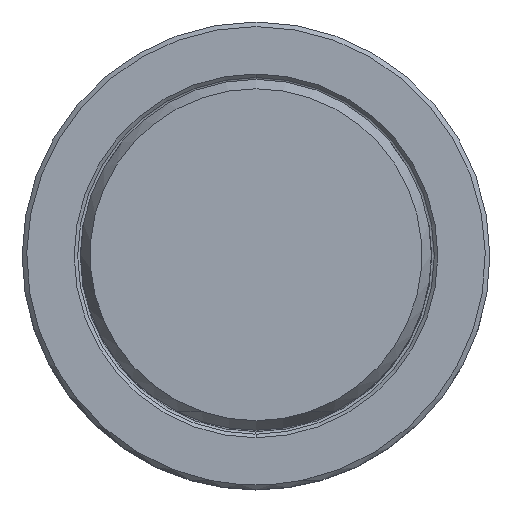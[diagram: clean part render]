
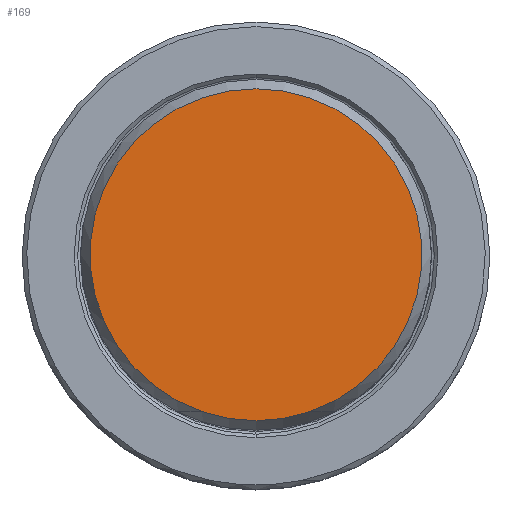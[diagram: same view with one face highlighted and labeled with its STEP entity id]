
A CAD part, top view. The second image highlights one B-rep face of the part: STEP entity #169.
In plain terms, the highlighted planar face has unit normal (0, 0, 1).
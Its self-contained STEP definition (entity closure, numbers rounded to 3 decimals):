
#35=PLANE('',#1267);
#169=ADVANCED_FACE('',(#249),#35,.F.);
#249=FACE_OUTER_BOUND('',#315,.T.);
#315=EDGE_LOOP('',(#578,#579,#580));
#578=ORIENTED_EDGE('',*,*,#803,.F.);
#579=ORIENTED_EDGE('',*,*,#800,.F.);
#580=ORIENTED_EDGE('',*,*,#799,.F.);
#665=VERTEX_POINT('',#2480);
#666=VERTEX_POINT('',#2481);
#667=VERTEX_POINT('',#2483);
#799=EDGE_CURVE('',#665,#666,#945,.T.);
#800=EDGE_CURVE('',#666,#667,#946,.T.);
#803=EDGE_CURVE('',#667,#665,#947,.T.);
#945=CIRCLE('',#1262,18.022);
#946=CIRCLE('',#1263,18.022);
#947=CIRCLE('',#1265,18.022);
#1262=AXIS2_PLACEMENT_3D('',#2479,#1588,#1589);
#1263=AXIS2_PLACEMENT_3D('',#2482,#1590,#1591);
#1265=AXIS2_PLACEMENT_3D('',#2493,#1594,#1595);
#1267=AXIS2_PLACEMENT_3D('',#2495,#1598,#1599);
#1588=DIRECTION('',(0.,0.,-1.));
#1589=DIRECTION('',(-0.324,-0.946,0.));
#1590=DIRECTION('',(0.,0.,-1.));
#1591=DIRECTION('',(0.,1.,0.));
#1594=DIRECTION('',(0.,0.,-1.));
#1595=DIRECTION('',(0.324,-0.946,0.));
#1598=DIRECTION('',(0.,0.,-1.));
#1599=DIRECTION('',(-1.,0.,0.));
#2479=CARTESIAN_POINT('',(0.,0.,69.85));
#2480=CARTESIAN_POINT('',(-5.839,-17.05,69.85));
#2481=CARTESIAN_POINT('',(0.,18.022,69.85));
#2482=CARTESIAN_POINT('',(0.,0.,69.85));
#2483=CARTESIAN_POINT('',(5.839,-17.05,69.85));
#2493=CARTESIAN_POINT('',(0.,0.,69.85));
#2495=CARTESIAN_POINT('',(0.,0.,69.85));
